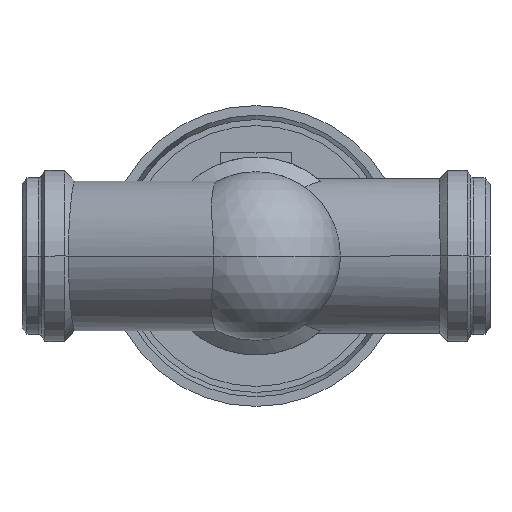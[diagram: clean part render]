
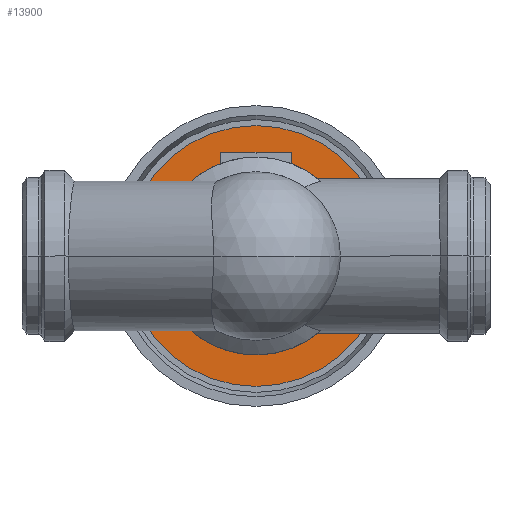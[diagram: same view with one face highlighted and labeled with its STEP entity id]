
A CAD part, front view. The second image highlights one B-rep face of the part: STEP entity #13900.
In plain terms, the highlighted planar face has unit normal (0, -1, 0).
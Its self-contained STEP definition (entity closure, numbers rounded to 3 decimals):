
#5460=CARTESIAN_POINT('',(77.5,86.84,0.));
#5470=VERTEX_POINT('',#5460);
#5630=CARTESIAN_POINT('',(272.5,86.84,0.));
#5640=VERTEX_POINT('',#5630);
#5670=CARTESIAN_POINT('',(175.,86.84,0.));
#5680=DIRECTION('',(0.,1.,0.));
#5690=DIRECTION('',(1.,0.,0.));
#5700=AXIS2_PLACEMENT_3D('',#5670,#5680,#5690);
#5710=CIRCLE('',#5700,97.5);
#5720=EDGE_CURVE('',#5470,#5640,#5710,.T.);
#6970=CARTESIAN_POINT('',(249.,86.84,0.));
#6980=VERTEX_POINT('',#6970);
#7010=CARTESIAN_POINT('',(175.,86.84,0.));
#7020=DIRECTION('',(0.,1.,0.));
#7030=DIRECTION('',(1.,0.,0.));
#7040=AXIS2_PLACEMENT_3D('',#7010,#7020,#7030);
#7050=CIRCLE('',#7040,74.);
#7060=CARTESIAN_POINT('',(101.,86.84,0.));
#7070=VERTEX_POINT('',#7060);
#7080=EDGE_CURVE('',#6980,#7070,#7050,.T.);
#13750=CARTESIAN_POINT('',(260.75,86.84,0.));
#13760=DIRECTION('',(0.,-1.,0.));
#13770=DIRECTION('',(-1.,0.,0.));
#13780=AXIS2_PLACEMENT_3D('',#13750,#13760,#13770);
#13790=PLANE('',#13780);
#13800=EDGE_CURVE('',#5640,#5470,#5710,.T.);
#13810=ORIENTED_EDGE('',*,*,#13800,.F.);
#13820=ORIENTED_EDGE('',*,*,#5720,.F.);
#13830=EDGE_LOOP('',(#13820,#13810));
#13840=FACE_OUTER_BOUND('',#13830,.T.);
#13850=ORIENTED_EDGE('',*,*,#7080,.T.);
#13860=EDGE_CURVE('',#7070,#6980,#7050,.T.);
#13870=ORIENTED_EDGE('',*,*,#13860,.T.);
#13880=EDGE_LOOP('',(#13870,#13850));
#13890=FACE_BOUND('',#13880,.T.);
#13900=ADVANCED_FACE('',(#13840,#13890),#13790,.T.);
